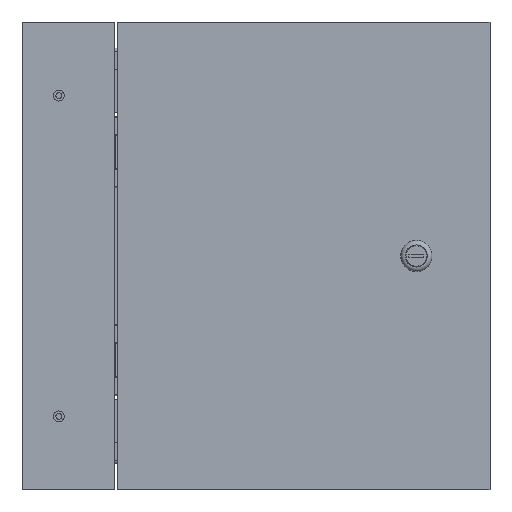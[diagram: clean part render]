
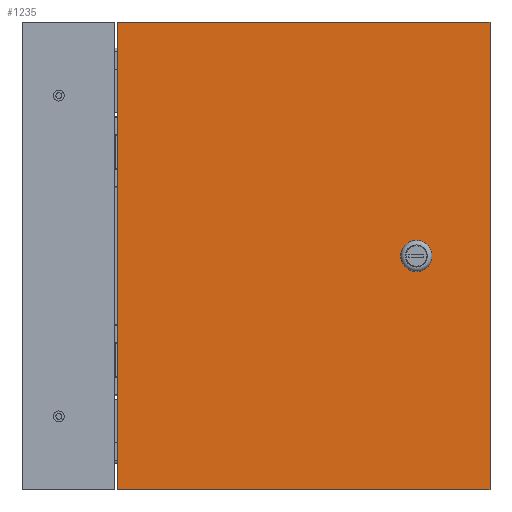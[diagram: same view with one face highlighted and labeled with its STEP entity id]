
A CAD part, front view. The second image highlights one B-rep face of the part: STEP entity #1235.
In plain terms, the highlighted planar face has unit normal (0, -1, 0).
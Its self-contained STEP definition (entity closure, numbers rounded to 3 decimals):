
#1235 = ADVANCED_FACE( '', ( #2679, #2680 ), #2681, .T. );
#2679 = FACE_BOUND( '', #10712, .T. );
#2680 = FACE_OUTER_BOUND( '', #10713, .T. );
#2681 = PLANE( '', #10714 );
#10712 = EDGE_LOOP( '', ( #34519, #34520, #34521, #34522 ) );
#10713 = EDGE_LOOP( '', ( #34523, #34524, #34525, #34526 ) );
#10714 = AXIS2_PLACEMENT_3D( '', #34527, #34528, #34529 );
#34519 = ORIENTED_EDGE( '', *, *, #38808, .F. );
#34520 = ORIENTED_EDGE( '', *, *, #38533, .F. );
#34521 = ORIENTED_EDGE( '', *, *, #38809, .F. );
#34522 = ORIENTED_EDGE( '', *, *, #38810, .F. );
#34523 = ORIENTED_EDGE( '', *, *, #38811, .T. );
#34524 = ORIENTED_EDGE( '', *, *, #38537, .T. );
#34525 = ORIENTED_EDGE( '', *, *, #38812, .T. );
#34526 = ORIENTED_EDGE( '', *, *, #38741, .T. );
#34527 = CARTESIAN_POINT( '', ( 0., 0., 0. ) );
#34528 = DIRECTION( '', ( 0., -1., 0. ) );
#34529 = DIRECTION( '', ( 0., 0., -1. ) );
#38533 = EDGE_CURVE( '', #40737, #40739, #40740, .T. );
#38537 = EDGE_CURVE( '', #40745, #40746, #40747, .T. );
#38741 = EDGE_CURVE( '', #41081, #41082, #41083, .T. );
#38808 = EDGE_CURVE( '', #40739, #41188, #41189, .T. );
#38809 = EDGE_CURVE( '', #41190, #40737, #41191, .T. );
#38810 = EDGE_CURVE( '', #41188, #41190, #41192, .T. );
#38811 = EDGE_CURVE( '', #41082, #40745, #41193, .T. );
#38812 = EDGE_CURVE( '', #40746, #41081, #41194, .T. );
#40737 = VERTEX_POINT( '', #44436 );
#40739 = VERTEX_POINT( '', #44439 );
#40740 = LINE( '', #44440, #44441 );
#40745 = VERTEX_POINT( '', #44448 );
#40746 = VERTEX_POINT( '', #44449 );
#40747 = LINE( '', #44450, #44451 );
#41081 = VERTEX_POINT( '', #45114 );
#41082 = VERTEX_POINT( '', #45115 );
#41083 = LINE( '', #45116, #45117 );
#41188 = VERTEX_POINT( '', #45433 );
#41189 = CIRCLE( '', #45434, 9.716 );
#41190 = VERTEX_POINT( '', #45435 );
#41191 = CIRCLE( '', #45436, 9.716 );
#41192 = LINE( '', #45437, #45438 );
#41193 = LINE( '', #45439, #45440 );
#41194 = LINE( '', #45441, #45442 );
#44436 = CARTESIAN_POINT( '', ( 90.678, 0., -5.322 ) );
#44439 = CARTESIAN_POINT( '', ( 90.678, 0., 5.322 ) );
#44440 = CARTESIAN_POINT( '', ( 90.678, 0., 5.322 ) );
#44441 = VECTOR( '', #49522, 1000. );
#44448 = CARTESIAN_POINT( '', ( -136.525, 0., -171.45 ) );
#44449 = CARTESIAN_POINT( '', ( 136.525, 0., -171.45 ) );
#44450 = CARTESIAN_POINT( '', ( -136.525, 0., -171.45 ) );
#44451 = VECTOR( '', #49525, 1000. );
#45114 = CARTESIAN_POINT( '', ( 136.525, 0., 171.45 ) );
#45115 = CARTESIAN_POINT( '', ( -136.525, 0., 171.45 ) );
#45116 = CARTESIAN_POINT( '', ( 136.525, 0., 171.45 ) );
#45117 = VECTOR( '', #49733, 1000. );
#45433 = CARTESIAN_POINT( '', ( 74.422, 0., 5.322 ) );
#45434 = AXIS2_PLACEMENT_3D( '', #49774, #49775, #49776 );
#45435 = CARTESIAN_POINT( '', ( 74.422, 0., -5.322 ) );
#45436 = AXIS2_PLACEMENT_3D( '', #49777, #49778, #49779 );
#45437 = CARTESIAN_POINT( '', ( 74.422, 0., 5.322 ) );
#45438 = VECTOR( '', #49780, 1000. );
#45439 = CARTESIAN_POINT( '', ( -136.525, 0., 171.45 ) );
#45440 = VECTOR( '', #49781, 1000. );
#45441 = CARTESIAN_POINT( '', ( 136.525, 0., -171.45 ) );
#45442 = VECTOR( '', #49782, 1000. );
#49522 = DIRECTION( '', ( 0., 0., 1. ) );
#49525 = DIRECTION( '', ( 1., 0., 0. ) );
#49733 = DIRECTION( '', ( -1., 0., 0. ) );
#49774 = CARTESIAN_POINT( '', ( 82.55, 0., 0. ) );
#49775 = DIRECTION( '', ( 0., -1., 0. ) );
#49776 = DIRECTION( '', ( 1., 0., 0. ) );
#49777 = CARTESIAN_POINT( '', ( 82.55, 0., 0. ) );
#49778 = DIRECTION( '', ( 0., -1., 0. ) );
#49779 = DIRECTION( '', ( 1., 0., 0. ) );
#49780 = DIRECTION( '', ( 0., 0., -1. ) );
#49781 = DIRECTION( '', ( 0., 0., -1. ) );
#49782 = DIRECTION( '', ( 0., 0., 1. ) );
